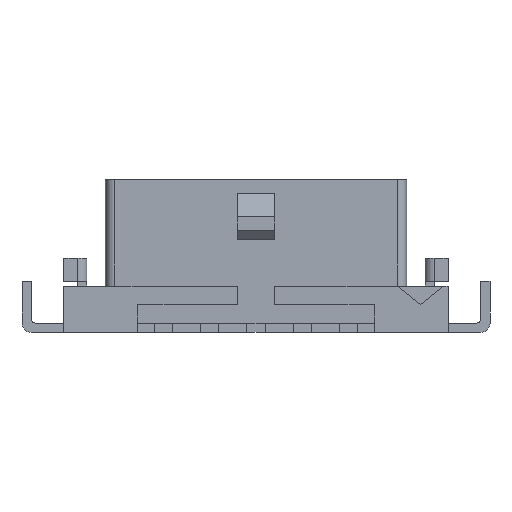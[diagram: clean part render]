
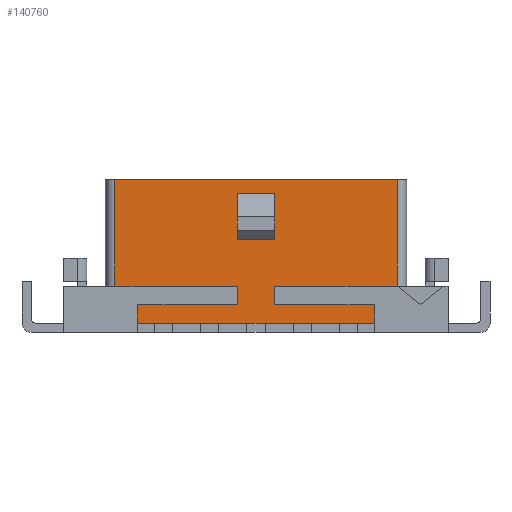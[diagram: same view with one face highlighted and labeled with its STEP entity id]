
A CAD part, front view. The second image highlights one B-rep face of the part: STEP entity #140760.
In plain terms, the highlighted planar face has unit normal (0, -1, 0).
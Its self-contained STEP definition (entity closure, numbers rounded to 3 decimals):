
#3790=CARTESIAN_POINT('',(26.252,30.493,-3.1));
#3800=VERTEX_POINT('',#3790);
#17400=CARTESIAN_POINT('',(25.652,30.493,-3.1));
#17410=VERTEX_POINT('',#17400);
#19390=CARTESIAN_POINT('',(24.902,30.493,-2.7));
#19400=VERTEX_POINT('',#19390);
#19430=CARTESIAN_POINT('',(24.902,30.493,0.));
#19440=DIRECTION('',(0.,0.,1.));
#19450=VECTOR('',#19440,1.);
#19460=LINE('',#19430,#19450);
#19470=CARTESIAN_POINT('',(24.902,30.493,-3.1));
#19480=VERTEX_POINT('',#19470);
#19490=EDGE_CURVE('',#19480,#19400,#19460,.T.);
#19940=CARTESIAN_POINT('',(27.652,30.493,-3.1));
#19950=VERTEX_POINT('',#19940);
#20740=CARTESIAN_POINT('',(28.652,30.493,-3.1));
#20750=VERTEX_POINT('',#20740);
#22480=CARTESIAN_POINT('',(29.652,30.493,-3.1));
#22490=VERTEX_POINT('',#22480);
#22640=CARTESIAN_POINT('',(29.252,30.493,-3.1));
#22650=VERTEX_POINT('',#22640);
#22680=CARTESIAN_POINT('',(0.,30.493,-3.1));
#22690=DIRECTION('',(-1.,0.,0.));
#22700=VECTOR('',#22690,1.);
#22710=LINE('',#22680,#22700);
#22720=EDGE_CURVE('',#22490,#22650,#22710,.T.);
#23170=CARTESIAN_POINT('',(27.252,30.493,-3.1));
#23180=VERTEX_POINT('',#23170);
#23570=CARTESIAN_POINT('',(26.652,30.493,-3.1));
#23580=VERTEX_POINT('',#23570);
#23630=CARTESIAN_POINT('',(0.,30.493,-3.1));
#23640=DIRECTION('',(-1.,0.,0.));
#23650=VECTOR('',#23640,1.);
#23660=LINE('',#23630,#23650);
#23670=EDGE_CURVE('',#23580,#3800,#23660,.T.);
#32160=CARTESIAN_POINT('',(28.252,30.493,-3.1));
#32170=VERTEX_POINT('',#32160);
#32700=CARTESIAN_POINT('',(0.,30.493,-3.1));
#32710=DIRECTION('',(1.,0.,0.));
#32720=VECTOR('',#32710,1.);
#32730=LINE('',#32700,#32720);
#32740=EDGE_CURVE('',#23180,#19950,#32730,.T.);
#33140=CARTESIAN_POINT('',(25.252,30.493,-3.1));
#33150=VERTEX_POINT('',#33140);
#46430=CARTESIAN_POINT('',(0.,30.493,-3.1));
#46440=DIRECTION('',(1.,0.,0.));
#46450=VECTOR('',#46440,1.);
#46460=LINE('',#46430,#46450);
#46470=EDGE_CURVE('',#32170,#20750,#46460,.T.);
#46610=CARTESIAN_POINT('',(27.052,30.493,
-0.3));
#46620=VERTEX_POINT('',#46610);
#46790=CARTESIAN_POINT('',(27.052,30.493,-1.3));
#46800=VERTEX_POINT('',#46790);
#46830=CARTESIAN_POINT('',(27.052,30.493,0.));
#46840=DIRECTION('',(0.,0.,1.));
#46850=VECTOR('',#46840,1.);
#46860=LINE('',#46830,#46850);
#46870=EDGE_CURVE('',#46800,#46620,#46860,.T.);
#47030=CARTESIAN_POINT('',(27.852,30.493,-1.3));
#47040=VERTEX_POINT('',#47030);
#47190=CARTESIAN_POINT('',(27.852,30.493,
-0.3));
#47200=VERTEX_POINT('',#47190);
#47230=CARTESIAN_POINT('',(27.852,30.493,0.));
#47240=DIRECTION('',(0.,0.,-1.));
#47250=VECTOR('',#47240,1.);
#47260=LINE('',#47230,#47250);
#47270=EDGE_CURVE('',#47200,#47040,#47260,.T.);
#47600=CARTESIAN_POINT('',(0.,30.493,-1.3));
#47610=DIRECTION('',(1.,0.,0.));
#47620=VECTOR('',#47610,1.);
#47630=LINE('',#47600,#47620);
#47640=EDGE_CURVE('',#46800,#47040,#47630,.T.);
#47770=CARTESIAN_POINT('',(0.,30.493,-0.3));
#47780=DIRECTION('',(1.,0.,0.));
#47790=VECTOR('',#47780,1.);
#47800=LINE('',#47770,#47790);
#47810=EDGE_CURVE('',#46620,#47200,#47800,.T.);
#50060=CARTESIAN_POINT('',(27.052,30.493,-2.7));
#50070=VERTEX_POINT('',#50060);
#50100=CARTESIAN_POINT('',(0.,30.493,-2.7));
#50110=DIRECTION('',(1.,0.,0.));
#50120=VECTOR('',#50110,1.);
#50130=LINE('',#50100,#50120);
#50140=EDGE_CURVE('',#19400,#50070,#50130,.T.);
#50510=CARTESIAN_POINT('',(27.852,30.493,-2.3));
#50520=VERTEX_POINT('',#50510);
#50550=CARTESIAN_POINT('',(0.,30.493,-2.3));
#50560=DIRECTION('',(1.,0.,0.));
#50570=VECTOR('',#50560,1.);
#50580=LINE('',#50550,#50570);
#50590=CARTESIAN_POINT('',(30.502,30.493,-2.3));
#50600=VERTEX_POINT('',#50590);
#50610=EDGE_CURVE('',#50520,#50600,#50580,.T.);
#51530=CARTESIAN_POINT('',(24.402,30.493,-2.3));
#51540=VERTEX_POINT('',#51530);
#51570=CARTESIAN_POINT('',(27.052,30.493,-2.3));
#51580=VERTEX_POINT('',#51570);
#51590=EDGE_CURVE('',#51540,#51580,#50580,.T.);
#53830=CARTESIAN_POINT('',(27.852,30.493,0.));
#53840=DIRECTION('',(0.,0.,1.));
#53850=VECTOR('',#53840,1.);
#53860=LINE('',#53830,#53850);
#53870=CARTESIAN_POINT('',(27.852,30.493,-2.7));
#53880=VERTEX_POINT('',#53870);
#53890=EDGE_CURVE('',#53880,#50520,#53860,.T.);
#54460=CARTESIAN_POINT('',(30.502,30.493,0.));
#54470=VERTEX_POINT('',#54460);
#54570=CARTESIAN_POINT('',(30.502,30.493,0.));
#54580=DIRECTION('',(0.,0.,-1.));
#54590=VECTOR('',#54580,1.);
#54600=LINE('',#54570,#54590);
#54610=EDGE_CURVE('',#54470,#50600,#54600,.T.);
#74890=CARTESIAN_POINT('',(24.402,30.493,0.));
#74900=VERTEX_POINT('',#74890);
#75430=CARTESIAN_POINT('',(0.,30.493,0.));
#75440=DIRECTION('',(-1.,0.,0.));
#75450=VECTOR('',#75440,1.);
#75460=LINE('',#75430,#75450);
#75470=EDGE_CURVE('',#54470,#74900,#75460,.T.);
#105090=CARTESIAN_POINT('',(24.402,30.493,0.));
#105100=DIRECTION('',(0.,0.,-1.));
#105110=VECTOR('',#105100,1.);
#105120=LINE('',#105090,#105110);
#105130=EDGE_CURVE('',#74900,#51540,#105120,.T.);
#105280=CARTESIAN_POINT('',(27.052,30.493,0.));
#105290=DIRECTION('',(0.,0.,1.));
#105300=VECTOR('',#105290,1.);
#105310=LINE('',#105280,#105300);
#105320=EDGE_CURVE('',#50070,#51580,#105310,.T.);
#114340=CARTESIAN_POINT('',(0.,30.493,-3.1));
#114350=DIRECTION('',(-1.,0.,0.));
#114360=VECTOR('',#114350,1.);
#114370=LINE('',#114340,#114360);
#114380=EDGE_CURVE('',#17410,#33150,#114370,.T.);
#115770=CARTESIAN_POINT('',(30.002,30.493,-3.1));
#115780=VERTEX_POINT('',#115770);
#115810=CARTESIAN_POINT('',(30.002,30.493,0.));
#115820=DIRECTION('',(0.,0.,-1.));
#115830=VECTOR('',#115820,1.);
#115840=LINE('',#115810,#115830);
#115850=CARTESIAN_POINT('',(30.002,30.493,-2.7));
#115860=VERTEX_POINT('',#115850);
#115870=EDGE_CURVE('',#115860,#115780,#115840,.T.);
#139940=CARTESIAN_POINT('',(0.,30.493,-2.7));
#139950=DIRECTION('',(1.,0.,0.));
#139960=VECTOR('',#139950,1.);
#139970=LINE('',#139940,#139960);
#139980=EDGE_CURVE('',#53880,#115860,#139970,.T.);
#140310=CARTESIAN_POINT('',(25.531,30.493,
-2.544));
#140320=DIRECTION('',(0.,-1.,0.));
#140330=DIRECTION('',(1.,0.,0.));
#140340=AXIS2_PLACEMENT_3D('',#140310,#140320,#140330);
#140350=PLANE('',#140340);
#140360=CARTESIAN_POINT('',(0.,30.493,-3.1));
#140370=DIRECTION('',(1.,0.,0.));
#140380=VECTOR('',#140370,1.);
#140390=LINE('',#140360,#140380);
#140400=EDGE_CURVE('',#22490,#115780,#140390,.T.);
#140410=ORIENTED_EDGE('',*,*,#140400,.T.);
#140420=ORIENTED_EDGE('',*,*,#22720,.F.);
#140430=EDGE_CURVE('',#20750,#22650,#140390,.T.);
#140440=ORIENTED_EDGE('',*,*,#140430,.T.);
#140450=ORIENTED_EDGE('',*,*,#46470,.T.);
#140460=EDGE_CURVE('',#19950,#32170,#140390,.T.);
#140470=ORIENTED_EDGE('',*,*,#140460,.T.);
#140480=ORIENTED_EDGE('',*,*,#32740,.T.);
#140490=EDGE_CURVE('',#23580,#23180,#140390,.T.);
#140500=ORIENTED_EDGE('',*,*,#140490,.T.);
#140510=ORIENTED_EDGE('',*,*,#23670,.F.);
#140520=EDGE_CURVE('',#17410,#3800,#140390,.T.);
#140530=ORIENTED_EDGE('',*,*,#140520,.T.);
#140540=ORIENTED_EDGE('',*,*,#114380,.F.);
#140550=EDGE_CURVE('',#19480,#33150,#140390,.T.);
#140560=ORIENTED_EDGE('',*,*,#140550,.T.);
#140570=ORIENTED_EDGE('',*,*,#19490,.F.);
#140580=ORIENTED_EDGE('',*,*,#50140,.F.);
#140590=ORIENTED_EDGE('',*,*,#105320,.F.);
#140600=ORIENTED_EDGE('',*,*,#51590,.T.);
#140610=ORIENTED_EDGE('',*,*,#105130,.T.);
#140620=ORIENTED_EDGE('',*,*,#75470,.T.);
#140630=ORIENTED_EDGE('',*,*,#54610,.F.);
#140640=ORIENTED_EDGE('',*,*,#50610,.T.);
#140650=ORIENTED_EDGE('',*,*,#53890,.T.);
#140660=ORIENTED_EDGE('',*,*,#139980,.F.);
#140670=ORIENTED_EDGE('',*,*,#115870,.F.);
#140680=EDGE_LOOP('',(#140670,#140660,#140650,#140640,#140630,#140620,
#140610,#140600,#140590,#140580,#140570,#140560,#140540,#140530,#140510,
#140500,#140480,#140470,#140450,#140440,#140420,#140410));
#140690=FACE_OUTER_BOUND('',#140680,.T.);
#140700=ORIENTED_EDGE('',*,*,#46870,.T.);
#140710=ORIENTED_EDGE('',*,*,#47640,.F.);
#140720=ORIENTED_EDGE('',*,*,#47270,.T.);
#140730=ORIENTED_EDGE('',*,*,#47810,.T.);
#140740=EDGE_LOOP('',(#140730,#140720,#140710,#140700));
#140750=FACE_BOUND('',#140740,.T.);
#140760=ADVANCED_FACE('',(#140690,#140750),#140350,.T.);
